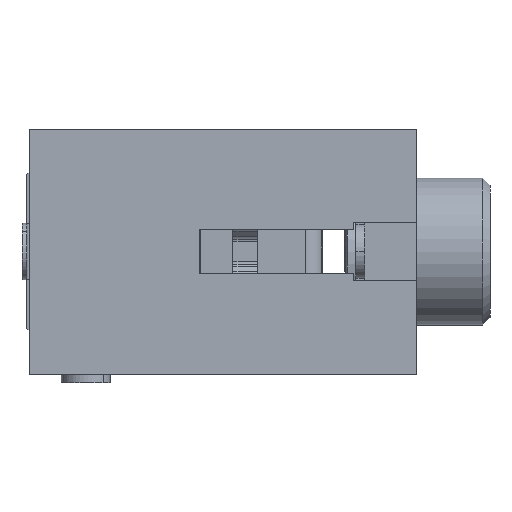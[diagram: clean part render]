
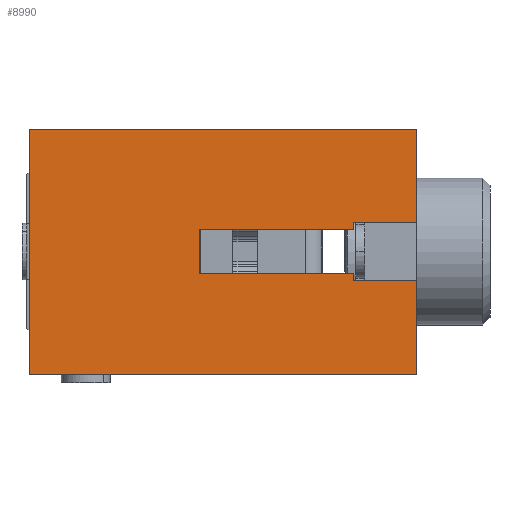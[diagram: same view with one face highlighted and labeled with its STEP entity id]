
A CAD part, front view. The second image highlights one B-rep face of the part: STEP entity #8990.
In plain terms, the highlighted planar face has unit normal (0, -1, 0).
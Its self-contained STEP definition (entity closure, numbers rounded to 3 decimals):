
#41 = DIRECTION ( 'NONE',  ( -1., 0., 0. ) ) ;
#46 = VERTEX_POINT ( 'NONE', #226 ) ;
#58 = ORIENTED_EDGE ( 'NONE', *, *, #426, .F. ) ;
#76 = DIRECTION ( 'NONE',  ( -1., 0., 0. ) ) ;
#222 = EDGE_CURVE ( 'NONE', #46, #6837, #6314, .T. ) ;
#226 = CARTESIAN_POINT ( 'NONE',  ( -2.57, 0., -4.1 ) ) ;
#385 = ORIENTED_EDGE ( 'NONE', *, *, #1647, .F. ) ;
#414 = VERTEX_POINT ( 'NONE', #857 ) ;
#426 = EDGE_CURVE ( 'NONE', #2368, #5388, #8834, .T. ) ;
#524 = LINE ( 'NONE', #2177, #4008 ) ;
#541 = VECTOR ( 'NONE', #9435, 1000. ) ;
#661 = DIRECTION ( 'NONE',  ( 0., 0., 1. ) ) ;
#704 = VERTEX_POINT ( 'NONE', #4042 ) ;
#743 = ORIENTED_EDGE ( 'NONE', *, *, #8792, .T. ) ;
#805 = LINE ( 'NONE', #1454, #4153 ) ;
#857 = CARTESIAN_POINT ( 'NONE',  ( 0., 0., -10. ) ) ;
#866 = LINE ( 'NONE', #7313, #5292 ) ;
#909 = DIRECTION ( 'NONE',  ( 0., 0., 1. ) ) ;
#1003 = VERTEX_POINT ( 'NONE', #1892 ) ;
#1242 = CARTESIAN_POINT ( 'NONE',  ( -15.8, 0., 0. ) ) ;
#1249 = ORIENTED_EDGE ( 'NONE', *, *, #4242, .T. ) ;
#1425 = EDGE_CURVE ( 'NONE', #414, #3151, #4888, .T. ) ;
#1454 = CARTESIAN_POINT ( 'NONE',  ( -4.425, 0., -4.1 ) ) ;
#1560 = ORIENTED_EDGE ( 'NONE', *, *, #6418, .T. ) ;
#1647 = EDGE_CURVE ( 'NONE', #414, #2368, #6138, .T. ) ;
#1892 = CARTESIAN_POINT ( 'NONE',  ( 0., 0., -3.8 ) ) ;
#2026 = VECTOR ( 'NONE', #909, 1000. ) ;
#2031 = EDGE_CURVE ( 'NONE', #1003, #2921, #7005, .T. ) ;
#2101 = ORIENTED_EDGE ( 'NONE', *, *, #4866, .T. ) ;
#2177 = CARTESIAN_POINT ( 'NONE',  ( -2.57, 0., -7.5 ) ) ;
#2204 = CARTESIAN_POINT ( 'NONE',  ( -2.57, 0., -6.2 ) ) ;
#2281 = DIRECTION ( 'NONE',  ( 0., -1., 0. ) ) ;
#2368 = VERTEX_POINT ( 'NONE', #10176 ) ;
#2436 = ORIENTED_EDGE ( 'NONE', *, *, #222, .T. ) ;
#2481 = CARTESIAN_POINT ( 'NONE',  ( 0., 0., 0. ) ) ;
#2921 = VERTEX_POINT ( 'NONE', #10310 ) ;
#3036 = CARTESIAN_POINT ( 'NONE',  ( -2.57, 0., -7.5 ) ) ;
#3096 = VECTOR ( 'NONE', #661, 1000. ) ;
#3151 = VERTEX_POINT ( 'NONE', #3411 ) ;
#3411 = CARTESIAN_POINT ( 'NONE',  ( 0., 0., -6.2 ) ) ;
#3584 = VECTOR ( 'NONE', #6232, 1000. ) ;
#3842 = EDGE_CURVE ( 'NONE', #6837, #1003, #6122, .T. ) ;
#4008 = VECTOR ( 'NONE', #10201, 1000. ) ;
#4014 = ORIENTED_EDGE ( 'NONE', *, *, #2031, .T. ) ;
#4042 = CARTESIAN_POINT ( 'NONE',  ( -8.85, 0., -5.9 ) ) ;
#4053 = EDGE_CURVE ( 'NONE', #704, #7310, #7003, .T. ) ;
#4121 = ORIENTED_EDGE ( 'NONE', *, *, #3842, .T. ) ;
#4153 = VECTOR ( 'NONE', #10320, 1000. ) ;
#4242 = EDGE_CURVE ( 'NONE', #9203, #704, #866, .T. ) ;
#4379 = AXIS2_PLACEMENT_3D ( 'NONE', #9505, #2281, #5502 ) ;
#4844 = ORIENTED_EDGE ( 'NONE', *, *, #4053, .T. ) ;
#4853 = CARTESIAN_POINT ( 'NONE',  ( -1.225, 0., -6.2 ) ) ;
#4866 = EDGE_CURVE ( 'NONE', #2921, #5388, #6495, .T. ) ;
#4888 = LINE ( 'NONE', #7976, #8953 ) ;
#5292 = VECTOR ( 'NONE', #76, 1000. ) ;
#5388 = VERTEX_POINT ( 'NONE', #1242 ) ;
#5502 = DIRECTION ( 'NONE',  ( 0., 0., -1. ) ) ;
#5766 = DIRECTION ( 'NONE',  ( 0., 0., 1. ) ) ;
#5788 = VECTOR ( 'NONE', #9337, 1000. ) ;
#5825 = CARTESIAN_POINT ( 'NONE',  ( -2.57, 0., -3.8 ) ) ;
#6122 = LINE ( 'NONE', #9227, #5788 ) ;
#6138 = LINE ( 'NONE', #9403, #3584 ) ;
#6151 = VECTOR ( 'NONE', #41, 1000. ) ;
#6232 = DIRECTION ( 'NONE',  ( -1., 0., 0. ) ) ;
#6288 = FACE_OUTER_BOUND ( 'NONE', #7269, .T. ) ;
#6314 = LINE ( 'NONE', #3036, #9447 ) ;
#6418 = EDGE_CURVE ( 'NONE', #7310, #46, #805, .T. ) ;
#6495 = LINE ( 'NONE', #2481, #6151 ) ;
#6837 = VERTEX_POINT ( 'NONE', #5825 ) ;
#6908 = CARTESIAN_POINT ( 'NONE',  ( -2.57, 0., -5.9 ) ) ;
#6925 = ORIENTED_EDGE ( 'NONE', *, *, #1425, .T. ) ;
#7003 = LINE ( 'NONE', #7053, #3096 ) ;
#7005 = LINE ( 'NONE', #10236, #541 ) ;
#7053 = CARTESIAN_POINT ( 'NONE',  ( -8.85, 0., -7.95 ) ) ;
#7166 = VERTEX_POINT ( 'NONE', #2204 ) ;
#7254 = DIRECTION ( 'NONE',  ( -1., 0., 0. ) ) ;
#7269 = EDGE_LOOP ( 'NONE', ( #1249, #4844, #1560, #2436, #4121, #4014, #2101, #58, #385, #6925, #9817, #743 ) ) ;
#7278 = PLANE ( 'NONE',  #4379 ) ;
#7310 = VERTEX_POINT ( 'NONE', #8195 ) ;
#7313 = CARTESIAN_POINT ( 'NONE',  ( -1.225, 0., -5.9 ) ) ;
#7976 = CARTESIAN_POINT ( 'NONE',  ( 0., 0., -10. ) ) ;
#8101 = EDGE_CURVE ( 'NONE', #3151, #7166, #9638, .T. ) ;
#8128 = CARTESIAN_POINT ( 'NONE',  ( -15.8, 0., -10. ) ) ;
#8195 = CARTESIAN_POINT ( 'NONE',  ( -8.85, 0., -4.1 ) ) ;
#8792 = EDGE_CURVE ( 'NONE', #7166, #9203, #524, .T. ) ;
#8834 = LINE ( 'NONE', #8128, #2026 ) ;
#8953 = VECTOR ( 'NONE', #5766, 1000. ) ;
#8990 = ADVANCED_FACE ( 'NONE', ( #6288 ), #7278, .T. ) ;
#9203 = VERTEX_POINT ( 'NONE', #6908 ) ;
#9227 = CARTESIAN_POINT ( 'NONE',  ( -1.225, 0., -3.8 ) ) ;
#9337 = DIRECTION ( 'NONE',  ( 1., 0., 0. ) ) ;
#9403 = CARTESIAN_POINT ( 'NONE',  ( 0., 0., -10. ) ) ;
#9435 = DIRECTION ( 'NONE',  ( 0., 0., 1. ) ) ;
#9447 = VECTOR ( 'NONE', #9530, 1000. ) ;
#9505 = CARTESIAN_POINT ( 'NONE',  ( 0., 0., -10. ) ) ;
#9530 = DIRECTION ( 'NONE',  ( 0., 0., 1. ) ) ;
#9553 = VECTOR ( 'NONE', #7254, 1000. ) ;
#9638 = LINE ( 'NONE', #4853, #9553 ) ;
#9817 = ORIENTED_EDGE ( 'NONE', *, *, #8101, .T. ) ;
#10176 = CARTESIAN_POINT ( 'NONE',  ( -15.8, 0., -10. ) ) ;
#10201 = DIRECTION ( 'NONE',  ( 0., 0., 1. ) ) ;
#10236 = CARTESIAN_POINT ( 'NONE',  ( 0., 0., -10. ) ) ;
#10310 = CARTESIAN_POINT ( 'NONE',  ( 0., 0., 0. ) ) ;
#10320 = DIRECTION ( 'NONE',  ( 1., 0., 0. ) ) ;
